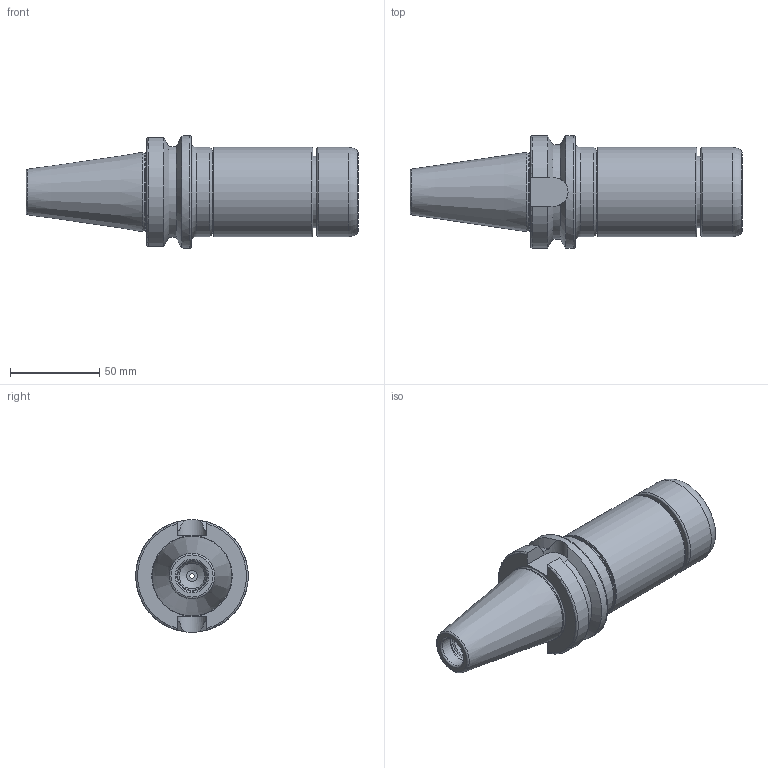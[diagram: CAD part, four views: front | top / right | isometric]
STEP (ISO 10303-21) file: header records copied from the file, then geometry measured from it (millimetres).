
FILE_DESCRIPTION((''),'2;1');
FILE_NAME('BT40-SMH32-120.stp','2020-06-17T15:12:59',('nttooll'),(''),'Autodesk Inventor 2012','Autodesk Inventor 2012','');
FILE_SCHEMA(('AUTOMOTIVE_DESIGN { 1 0 10303 214 1 1 1 1 }'));
Length unit declared in the file: millimetre
Products named in the file (1): BT40-SMH32-120
Bounding box: 185.9 x 63 x 63 mm (x, y, z)
Volume: 265335.9 mm3; surface area: 45211.1 mm2
Topology: 1 solids, 1 shells, 77 faces, 159 edges, 95 vertices
Faces by surface type: cylinder 27, plane 19, cone 18, torus 13
Full cylindrical faces by diameter (mm): 2.5 x1, 6 x1, 6.9 x1, 8 x1, 14.25 x1, 16 x1, 17 x1, 17.4 x1, 20.2 x1, 23.5 x1, 27 x1, 30.15 x1, 40 x2, 40.2 x1, 43.5 x1, 47 x1, 50 x3, 63 x1
Entity records: 1874 total; most frequent: CARTESIAN_POINT 386, DIRECTION 322, ORIENTED_EDGE 224, AXIS2_PLACEMENT_3D 150, EDGE_LOOP 136, EDGE_CURVE 112, VERTEX_POINT 94, FACE_OUTER_BOUND 77
